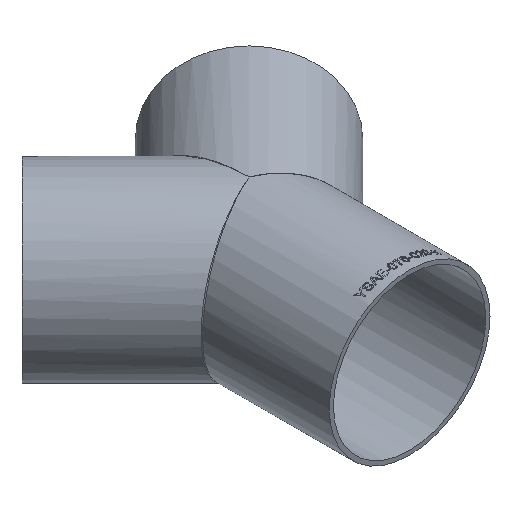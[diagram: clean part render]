
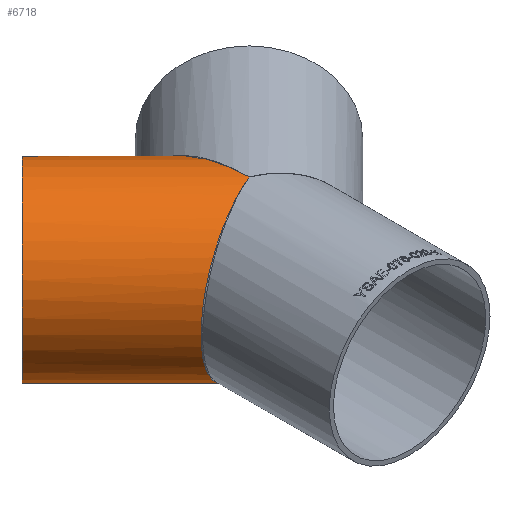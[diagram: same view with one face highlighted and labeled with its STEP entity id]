
A CAD part, isometric view. The second image highlights one B-rep face of the part: STEP entity #6718.
In plain terms, the highlighted cylindrical face has radius 38.05 mm (diameter 76.1 mm), a full revolution.
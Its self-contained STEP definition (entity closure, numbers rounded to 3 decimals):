
#996 = ORIENTED_EDGE ( 'NONE', *, *, #16475, .T. ) ;
#1531 =( BOUNDED_CURVE ( )  B_SPLINE_CURVE ( 3, ( #5992, #11161, #7692, #16345 ),
 .UNSPECIFIED., .F., .F. ) 
 B_SPLINE_CURVE_WITH_KNOTS ( ( 4, 4 ),
 ( 1.571, 4.712 ),
 .UNSPECIFIED. ) 
 CURVE ( )  GEOMETRIC_REPRESENTATION_ITEM ( )  RATIONAL_B_SPLINE_CURVE ( ( 1., 0.333, 0.333, 1. ) ) 
 REPRESENTATION_ITEM ( '' )  );
#1568 = VERTEX_POINT ( 'NONE', #8455 ) ;
#1643 = DIRECTION ( 'NONE',  ( -0.707, 0.707, 0. ) ) ;
#1860 = CIRCLE ( 'NONE', #21944, 38.05 ) ;
#4010 = AXIS2_PLACEMENT_3D ( 'NONE', #11646, #1643, #10310 ) ;
#4168 = CARTESIAN_POINT ( 'NONE',  ( -53.74, 53.74, 0. ) ) ;
#5555 = EDGE_LOOP ( 'NONE', ( #10296 ) ) ;
#5992 = CARTESIAN_POINT ( 'NONE',  ( 0., 0., 38.05 ) ) ;
#6651 = VERTEX_POINT ( 'NONE', #10260 ) ;
#6718 = ADVANCED_FACE ( 'NONE', ( #20194, #22194 ), #20411, .T. ) ;
#7692 = CARTESIAN_POINT ( 'NONE',  ( -1.075, 108.696, -38.05 ) ) ;
#8440 =( BOUNDED_CURVE ( )  B_SPLINE_CURVE ( 3, ( #8447, #15295, #13220, #18413 ),
 .UNSPECIFIED., .F., .F. ) 
 B_SPLINE_CURVE_WITH_KNOTS ( ( 4, 4 ),
 ( 4.712, 7.854 ),
 .UNSPECIFIED. ) 
 CURVE ( )  GEOMETRIC_REPRESENTATION_ITEM ( )  RATIONAL_B_SPLINE_CURVE ( ( 1., 0.333, 0.333, 1. ) ) 
 REPRESENTATION_ITEM ( '' )  );
#8447 = CARTESIAN_POINT ( 'NONE',  ( 0., 0., -38.05 ) ) ;
#8455 = CARTESIAN_POINT ( 'NONE',  ( 0., 0., -38.05 ) ) ;
#9581 = ORIENTED_EDGE ( 'NONE', *, *, #11475, .T. ) ;
#10260 = CARTESIAN_POINT ( 'NONE',  ( -80.646, 26.835, 0. ) ) ;
#10296 = ORIENTED_EDGE ( 'NONE', *, *, #20447, .F. ) ;
#10310 = DIRECTION ( 'NONE',  ( -0.707, -0.707, 0. ) ) ;
#11161 = CARTESIAN_POINT ( 'NONE',  ( -1.075, 108.696, 38.05 ) ) ;
#11475 = EDGE_CURVE ( 'NONE', #1568, #20971, #8440, .T. ) ;
#11646 = CARTESIAN_POINT ( 'NONE',  ( 29.667, -29.667, 0. ) ) ;
#13220 = CARTESIAN_POINT ( 'NONE',  ( -76.545, -31.076, 38.05 ) ) ;
#15295 = CARTESIAN_POINT ( 'NONE',  ( -76.545, -31.076, -38.05 ) ) ;
#16345 = CARTESIAN_POINT ( 'NONE',  ( 0., 0., -38.05 ) ) ;
#16475 = EDGE_CURVE ( 'NONE', #20971, #1568, #1531, .T. ) ;
#16869 = EDGE_LOOP ( 'NONE', ( #996, #9581 ) ) ;
#18413 = CARTESIAN_POINT ( 'NONE',  ( 0., 0., 38.05 ) ) ;
#19676 = DIRECTION ( 'NONE',  ( -0.707, -0.707, 0. ) ) ;
#19905 = DIRECTION ( 'NONE',  ( -0.707, 0.707, 0. ) ) ;
#20194 = FACE_OUTER_BOUND ( 'NONE', #16869, .T. ) ;
#20411 = CYLINDRICAL_SURFACE ( 'NONE', #4010, 38.05 ) ;
#20447 = EDGE_CURVE ( 'NONE', #6651, #6651, #1860, .T. ) ;
#20971 = VERTEX_POINT ( 'NONE', #21968 ) ;
#21944 = AXIS2_PLACEMENT_3D ( 'NONE', #4168, #19905, #19676 ) ;
#21968 = CARTESIAN_POINT ( 'NONE',  ( 0., 0., 38.05 ) ) ;
#22194 = FACE_OUTER_BOUND ( 'NONE', #5555, .T. ) ;
